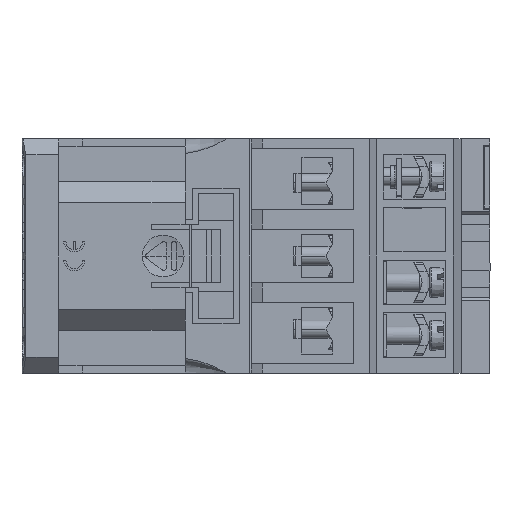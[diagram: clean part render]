
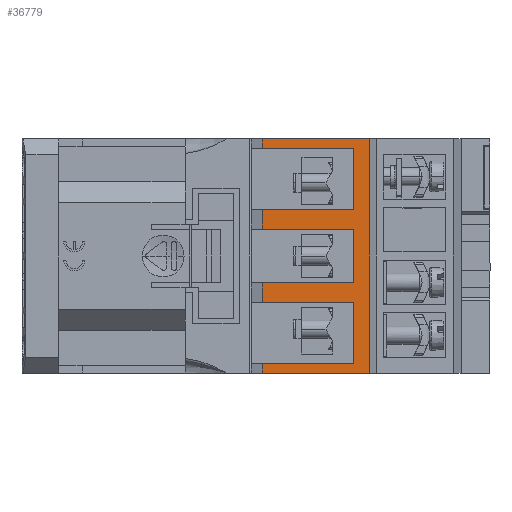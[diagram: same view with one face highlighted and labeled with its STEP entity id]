
A CAD part, front view. The second image highlights one B-rep face of the part: STEP entity #36779.
In plain terms, the highlighted planar face has unit normal (0, -1, 0).
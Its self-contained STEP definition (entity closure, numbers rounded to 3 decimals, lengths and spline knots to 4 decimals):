
#42 = CARTESIAN_POINT ( 'NONE',  ( 1.6115, -1.5886, -0.3485 ) ) ;
#341 = CARTESIAN_POINT ( 'NONE',  ( 1.6115, -1.5886, 0.8118 ) ) ;
#642 = AXIS2_PLACEMENT_3D ( 'NONE', #63664, #30523, #6848 ) ;
#1656 = ORIENTED_EDGE ( 'NONE', *, *, #21130, .T. ) ;
#2088 = EDGE_CURVE ( 'NONE', #61403, #18497, #3821, .T. ) ;
#2164 = VECTOR ( 'NONE', #46746, 39.3701 ) ;
#3821 = LINE ( 'NONE', #15488, #58175 ) ;
#4277 = ORIENTED_EDGE ( 'NONE', *, *, #14305, .T. ) ;
#4833 = CARTESIAN_POINT ( 'NONE',  ( 2.3, -1.5886, 0.2026 ) ) ;
#5738 = VERTEX_POINT ( 'NONE', #60355 ) ;
#6518 = LINE ( 'NONE', #30593, #11909 ) ;
#6535 = EDGE_CURVE ( 'NONE', #23722, #8940, #60160, .T. ) ;
#6667 = EDGE_CURVE ( 'NONE', #8940, #5738, #38177, .T. ) ;
#6848 = DIRECTION ( 'NONE',  ( 0., 0., -1. ) ) ;
#7375 = ORIENTED_EDGE ( 'NONE', *, *, #6667, .T. ) ;
#8163 = DIRECTION ( 'NONE',  ( 0., 0., -1. ) ) ;
#8940 = VERTEX_POINT ( 'NONE', #45421 ) ;
#9675 = DIRECTION ( 'NONE',  ( -1., 0., 0. ) ) ;
#9736 = ORIENTED_EDGE ( 'NONE', *, *, #10716, .T. ) ;
#10075 = VERTEX_POINT ( 'NONE', #40005 ) ;
#10716 = EDGE_CURVE ( 'NONE', #47290, #34108, #73227, .T. ) ;
#11158 = VECTOR ( 'NONE', #72270, 39.3701 ) ;
#11909 = VECTOR ( 'NONE', #46317, 39.3701 ) ;
#12080 = DIRECTION ( 'NONE',  ( 0., 0., -1. ) ) ;
#12699 = LINE ( 'NONE', #63692, #26529 ) ;
#12905 = DIRECTION ( 'NONE',  ( -1., 0., 0. ) ) ;
#13293 = VECTOR ( 'NONE', #63440, 39.3701 ) ;
#14042 = CARTESIAN_POINT ( 'NONE',  ( 2.3, -1.5886, -0.2026 ) ) ;
#14071 = CARTESIAN_POINT ( 'NONE',  ( 2.3, -1.5886, 0.8819 ) ) ;
#14305 = EDGE_CURVE ( 'NONE', #42420, #33319, #39305, .T. ) ;
#14413 = ORIENTED_EDGE ( 'NONE', *, *, #37898, .T. ) ;
#14527 = ORIENTED_EDGE ( 'NONE', *, *, #2088, .T. ) ;
#15227 = CARTESIAN_POINT ( 'NONE',  ( 2.3, -1.5886, 0.8819 ) ) ;
#15488 = CARTESIAN_POINT ( 'NONE',  ( 2.4201, -1.5886, -0.8118 ) ) ;
#15519 = VECTOR ( 'NONE', #9675, 39.3701 ) ;
#15983 = VECTOR ( 'NONE', #34487, 39.3701 ) ;
#16294 = CARTESIAN_POINT ( 'NONE',  ( 1.6115, -1.5886, 0.8819 ) ) ;
#16624 = VERTEX_POINT ( 'NONE', #68329 ) ;
#16642 = EDGE_CURVE ( 'NONE', #52298, #61403, #73729, .T. ) ;
#16951 = CARTESIAN_POINT ( 'NONE',  ( 2.4201, -1.5886, -0.3485 ) ) ;
#18497 = VERTEX_POINT ( 'NONE', #61508 ) ;
#20976 = CARTESIAN_POINT ( 'NONE',  ( 2.4201, -1.5886, 0.8819 ) ) ;
#21006 = EDGE_CURVE ( 'NONE', #61876, #67087, #73066, .T. ) ;
#21130 = EDGE_CURVE ( 'NONE', #18497, #42420, #44033, .T. ) ;
#21932 = DIRECTION ( 'NONE',  ( 0., 0., -1. ) ) ;
#22149 = LINE ( 'NONE', #47452, #15519 ) ;
#23577 = LINE ( 'NONE', #16951, #53845 ) ;
#23646 = CARTESIAN_POINT ( 'NONE',  ( 2.3, -1.5886, 0.8118 ) ) ;
#23722 = VERTEX_POINT ( 'NONE', #67313 ) ;
#26529 = VECTOR ( 'NONE', #51273, 39.3701 ) ;
#28644 = ORIENTED_EDGE ( 'NONE', *, *, #77564, .F. ) ;
#28963 = DIRECTION ( 'NONE',  ( 1., 0., 0. ) ) ;
#29368 = CARTESIAN_POINT ( 'NONE',  ( 2.3, -1.5886, 0.8819 ) ) ;
#30523 = DIRECTION ( 'NONE',  ( 0., -1., 0. ) ) ;
#30593 = CARTESIAN_POINT ( 'NONE',  ( 2.4201, -1.5886, 0.2026 ) ) ;
#30642 = ORIENTED_EDGE ( 'NONE', *, *, #40718, .T. ) ;
#32994 = LINE ( 'NONE', #20976, #47205 ) ;
#33319 = VERTEX_POINT ( 'NONE', #40369 ) ;
#34108 = VERTEX_POINT ( 'NONE', #14042 ) ;
#34487 = DIRECTION ( 'NONE',  ( -1., 0., 0. ) ) ;
#34719 = CARTESIAN_POINT ( 'NONE',  ( 2.4201, -1.5886, -0.8819 ) ) ;
#36532 = CARTESIAN_POINT ( 'NONE',  ( 1.6115, -1.5886, 0.8819 ) ) ;
#36779 = ADVANCED_FACE ( 'NONE', ( #81918 ), #74874, .T. ) ;
#37898 = EDGE_CURVE ( 'NONE', #33319, #10075, #32994, .T. ) ;
#38177 = LINE ( 'NONE', #36532, #13293 ) ;
#38790 = ORIENTED_EDGE ( 'NONE', *, *, #44852, .T. ) ;
#39305 = LINE ( 'NONE', #34719, #2164 ) ;
#39641 = DIRECTION ( 'NONE',  ( 0., 0., 1. ) ) ;
#40005 = CARTESIAN_POINT ( 'NONE',  ( 2.4201, -1.5886, 0.8819 ) ) ;
#40369 = CARTESIAN_POINT ( 'NONE',  ( 2.4201, -1.5886, -0.8819 ) ) ;
#40718 = EDGE_CURVE ( 'NONE', #10075, #16624, #22149, .T. ) ;
#42420 = VERTEX_POINT ( 'NONE', #75483 ) ;
#44004 = VECTOR ( 'NONE', #12080, 39.3701 ) ;
#44033 = LINE ( 'NONE', #69301, #44004 ) ;
#44265 = ORIENTED_EDGE ( 'NONE', *, *, #6535, .T. ) ;
#44852 = EDGE_CURVE ( 'NONE', #34108, #61876, #81735, .T. ) ;
#45421 = CARTESIAN_POINT ( 'NONE',  ( 1.6115, -1.5886, 0.3485 ) ) ;
#46317 = DIRECTION ( 'NONE',  ( 1., 0., 0. ) ) ;
#46746 = DIRECTION ( 'NONE',  ( 1., 0., 0. ) ) ;
#47205 = VECTOR ( 'NONE', #39641, 39.3701 ) ;
#47290 = VERTEX_POINT ( 'NONE', #4833 ) ;
#47452 = CARTESIAN_POINT ( 'NONE',  ( 2.6778, -1.5886, 0.8819 ) ) ;
#49683 = DIRECTION ( 'NONE',  ( 0., 0., -1. ) ) ;
#51273 = DIRECTION ( 'NONE',  ( 0., 0., 1. ) ) ;
#51400 = ORIENTED_EDGE ( 'NONE', *, *, #70612, .T. ) ;
#51986 = LINE ( 'NONE', #53629, #11158 ) ;
#52298 = VERTEX_POINT ( 'NONE', #63172 ) ;
#52636 = LINE ( 'NONE', #14071, #56437 ) ;
#53629 = CARTESIAN_POINT ( 'NONE',  ( 2.4201, -1.5886, 0.8118 ) ) ;
#53845 = VECTOR ( 'NONE', #28963, 39.3701 ) ;
#53961 = CARTESIAN_POINT ( 'NONE',  ( 2.4201, -1.5886, 0.3485 ) ) ;
#54865 = CARTESIAN_POINT ( 'NONE',  ( 1.6115, -1.5886, -0.2026 ) ) ;
#55005 = VERTEX_POINT ( 'NONE', #23646 ) ;
#55258 = VECTOR ( 'NONE', #49683, 39.3701 ) ;
#55614 = VECTOR ( 'NONE', #12905, 39.3701 ) ;
#56437 = VECTOR ( 'NONE', #21932, 39.3701 ) ;
#58175 = VECTOR ( 'NONE', #72666, 39.3701 ) ;
#60160 = LINE ( 'NONE', #53961, #15983 ) ;
#60355 = CARTESIAN_POINT ( 'NONE',  ( 1.6115, -1.5886, 0.2026 ) ) ;
#61403 = VERTEX_POINT ( 'NONE', #71693 ) ;
#61508 = CARTESIAN_POINT ( 'NONE',  ( 1.6115, -1.5886, -0.8118 ) ) ;
#61876 = VERTEX_POINT ( 'NONE', #54865 ) ;
#62517 = VECTOR ( 'NONE', #66870, 39.3701 ) ;
#62777 = VECTOR ( 'NONE', #8163, 39.3701 ) ;
#62887 = EDGE_CURVE ( 'NONE', #77180, #55005, #51986, .T. ) ;
#63172 = CARTESIAN_POINT ( 'NONE',  ( 2.3, -1.5886, -0.3485 ) ) ;
#63440 = DIRECTION ( 'NONE',  ( 0., 0., -1. ) ) ;
#63664 = CARTESIAN_POINT ( 'NONE',  ( 2.4201, -1.5886, 0.8819 ) ) ;
#63692 = CARTESIAN_POINT ( 'NONE',  ( 1.6115, -1.5886, 0.8819 ) ) ;
#66870 = DIRECTION ( 'NONE',  ( 0., 0., -1. ) ) ;
#66878 = EDGE_LOOP ( 'NONE', ( #72141, #77016, #14527, #1656, #4277, #14413, #30642, #28644, #75318, #51400, #44265, #7375, #80384, #9736, #38790, #79115 ) ) ;
#67087 = VERTEX_POINT ( 'NONE', #42 ) ;
#67313 = CARTESIAN_POINT ( 'NONE',  ( 2.3, -1.5886, 0.3485 ) ) ;
#68329 = CARTESIAN_POINT ( 'NONE',  ( 1.6115, -1.5886, 0.8819 ) ) ;
#69301 = CARTESIAN_POINT ( 'NONE',  ( 1.6115, -1.5886, 0.8819 ) ) ;
#70612 = EDGE_CURVE ( 'NONE', #55005, #23722, #52636, .T. ) ;
#70796 = EDGE_CURVE ( 'NONE', #67087, #52298, #23577, .T. ) ;
#71693 = CARTESIAN_POINT ( 'NONE',  ( 2.3, -1.5886, -0.8118 ) ) ;
#72141 = ORIENTED_EDGE ( 'NONE', *, *, #70796, .T. ) ;
#72270 = DIRECTION ( 'NONE',  ( 1., 0., 0. ) ) ;
#72666 = DIRECTION ( 'NONE',  ( -1., 0., 0. ) ) ;
#73066 = LINE ( 'NONE', #16294, #62517 ) ;
#73227 = LINE ( 'NONE', #15227, #62777 ) ;
#73729 = LINE ( 'NONE', #29368, #55258 ) ;
#74282 = CARTESIAN_POINT ( 'NONE',  ( 2.4201, -1.5886, -0.2026 ) ) ;
#74874 = PLANE ( 'NONE',  #642 ) ;
#75122 = EDGE_CURVE ( 'NONE', #5738, #47290, #6518, .T. ) ;
#75318 = ORIENTED_EDGE ( 'NONE', *, *, #62887, .T. ) ;
#75483 = CARTESIAN_POINT ( 'NONE',  ( 1.6115, -1.5886, -0.8819 ) ) ;
#77016 = ORIENTED_EDGE ( 'NONE', *, *, #16642, .T. ) ;
#77180 = VERTEX_POINT ( 'NONE', #341 ) ;
#77564 = EDGE_CURVE ( 'NONE', #77180, #16624, #12699, .T. ) ;
#79115 = ORIENTED_EDGE ( 'NONE', *, *, #21006, .T. ) ;
#80384 = ORIENTED_EDGE ( 'NONE', *, *, #75122, .T. ) ;
#81735 = LINE ( 'NONE', #74282, #55614 ) ;
#81918 = FACE_OUTER_BOUND ( 'NONE', #66878, .T. ) ;
